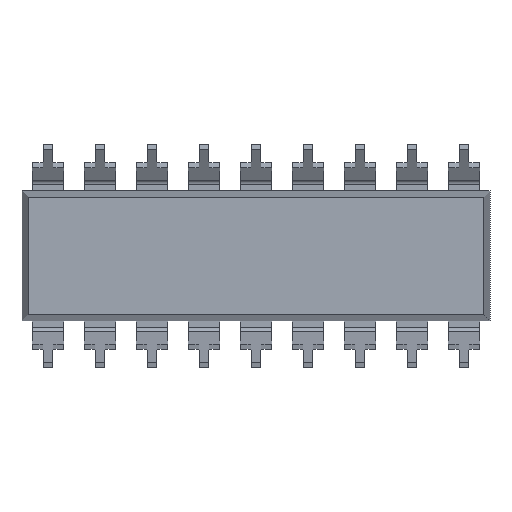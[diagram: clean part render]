
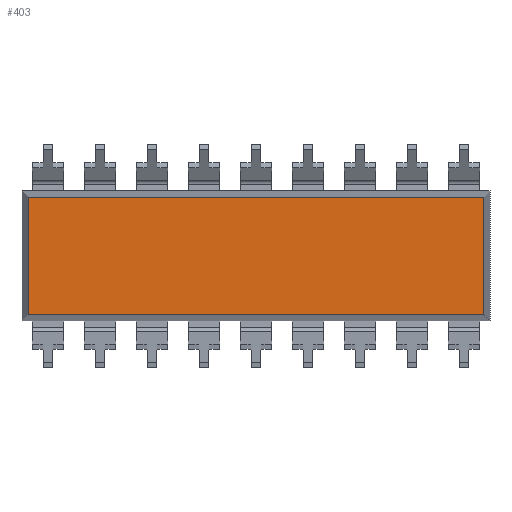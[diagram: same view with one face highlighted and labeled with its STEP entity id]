
A CAD part, front view. The second image highlights one B-rep face of the part: STEP entity #403.
In plain terms, the highlighted planar face has unit normal (0, -1, 0).
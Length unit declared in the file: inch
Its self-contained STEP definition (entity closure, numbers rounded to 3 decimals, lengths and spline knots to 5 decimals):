
#57 = VERTEX_POINT ( 'NONE', #1567 ) ;
#403 = ADVANCED_FACE ( 'NONE', ( #6412 ), #2919, .T. ) ;
#669 = ORIENTED_EDGE ( 'NONE', *, *, #3996, .T. ) ;
#758 = DIRECTION ( 'NONE',  ( -1., 0., 0. ) ) ;
#818 = LINE ( 'NONE', #2134, #4042 ) ;
#921 = CARTESIAN_POINT ( 'NONE',  ( 0., 0.015, 0. ) ) ;
#1540 = DIRECTION ( 'NONE',  ( 0., -1., 0. ) ) ;
#1567 = CARTESIAN_POINT ( 'NONE',  ( 0.43782, 0.015, 0.11282 ) ) ;
#1568 = ORIENTED_EDGE ( 'NONE', *, *, #2035, .T. ) ;
#1632 = VECTOR ( 'NONE', #758, 39.37008 ) ;
#1951 = LINE ( 'NONE', #4124, #1632 ) ;
#2035 = EDGE_CURVE ( 'NONE', #57, #3389, #1951, .T. ) ;
#2087 = DIRECTION ( 'NONE',  ( 1., 0., 0. ) ) ;
#2134 = CARTESIAN_POINT ( 'NONE',  ( -0.45, 0.015, -0.11282 ) ) ;
#2859 = VECTOR ( 'NONE', #4584, 39.37008 ) ;
#2919 = PLANE ( 'NONE',  #8087 ) ;
#2978 = ORIENTED_EDGE ( 'NONE', *, *, #3872, .T. ) ;
#3193 = DIRECTION ( 'NONE',  ( 0., 0., -1. ) ) ;
#3297 = LINE ( 'NONE', #5855, #5862 ) ;
#3389 = VERTEX_POINT ( 'NONE', #6407 ) ;
#3864 = VERTEX_POINT ( 'NONE', #6512 ) ;
#3872 = EDGE_CURVE ( 'NONE', #3864, #57, #6844, .T. ) ;
#3996 = EDGE_CURVE ( 'NONE', #7291, #3864, #818, .T. ) ;
#4042 = VECTOR ( 'NONE', #2087, 39.37008 ) ;
#4124 = CARTESIAN_POINT ( 'NONE',  ( 0.45, 0.015, 0.11282 ) ) ;
#4213 = EDGE_LOOP ( 'NONE', ( #669, #2978, #1568, #5416 ) ) ;
#4476 = EDGE_CURVE ( 'NONE', #3389, #7291, #3297, .T. ) ;
#4584 = DIRECTION ( 'NONE',  ( 0., 0., 1. ) ) ;
#5196 = CARTESIAN_POINT ( 'NONE',  ( 0.43782, 0.015, -0.125 ) ) ;
#5416 = ORIENTED_EDGE ( 'NONE', *, *, #4476, .T. ) ;
#5656 = CARTESIAN_POINT ( 'NONE',  ( -0.43782, 0.015, -0.11282 ) ) ;
#5855 = CARTESIAN_POINT ( 'NONE',  ( -0.43782, 0.015, 0.125 ) ) ;
#5862 = VECTOR ( 'NONE', #3193, 39.37008 ) ;
#6407 = CARTESIAN_POINT ( 'NONE',  ( -0.43782, 0.015, 0.11282 ) ) ;
#6412 = FACE_OUTER_BOUND ( 'NONE', #4213, .T. ) ;
#6512 = CARTESIAN_POINT ( 'NONE',  ( 0.43782, 0.015, -0.11282 ) ) ;
#6844 = LINE ( 'NONE', #5196, #2859 ) ;
#7291 = VERTEX_POINT ( 'NONE', #5656 ) ;
#8087 = AXIS2_PLACEMENT_3D ( 'NONE', #921, #1540, #8225 ) ;
#8225 = DIRECTION ( 'NONE',  ( 0., 0., -1. ) ) ;
